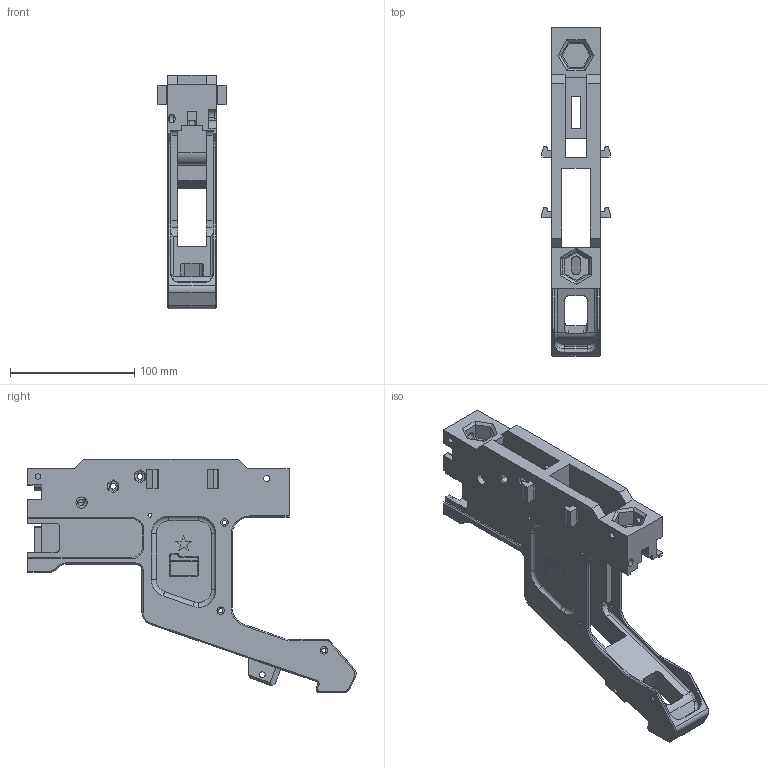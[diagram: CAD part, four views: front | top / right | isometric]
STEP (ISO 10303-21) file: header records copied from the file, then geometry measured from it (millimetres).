
FILE_DESCRIPTION(('HOOPS Exchange Step'),'2;1');
FILE_NAME('temp_export','2026-02-07T13:38:55-06:00',('mobile'),('Shapr3D Limited'),'HOOPS Exchange 2025.9','Shapr3D','Authorized');
FILE_SCHEMA( ('AP242_MANAGED_MODEL_BASED_3D_ENGINEERING_MIM_LF {1 0 10303 442 1 1 4}') );
Length unit declared in the file: millimetre
Products named in the file (2): Back; root
Assembly tree (1 placements, depth 2):
  root
    Back
Bounding box: 54.73 x 264.27 x 187.79 mm (x, y, z)
Volume: 435484.9 mm3; surface area: 130567.6 mm2
Topology: 1 solids, 1 shells, 636 faces, 1727 edges, 1113 vertices
Faces by surface type: plane 400, cylinder 138, bspline 56, cone 30, torus 11, extrusion 1
Full cylindrical faces by diameter (mm): 3 x6, 3.5 x6, 4 x2, 4.472 x4, 4.5 x3, 4.85 x2, 5 x1, 6 x6, 6.2 x2, 6.7 x1, 8 x2, 9 x1, 20 x1
Entity records: 24907 total; most frequent: CARTESIAN_POINT 8991, ORIENTED_EDGE 3454, DIRECTION 3038, EDGE_CURVE 1727, VECTOR 1250, LINE 1249, VERTEX_POINT 1113, AXIS2_PLACEMENT_3D 894
